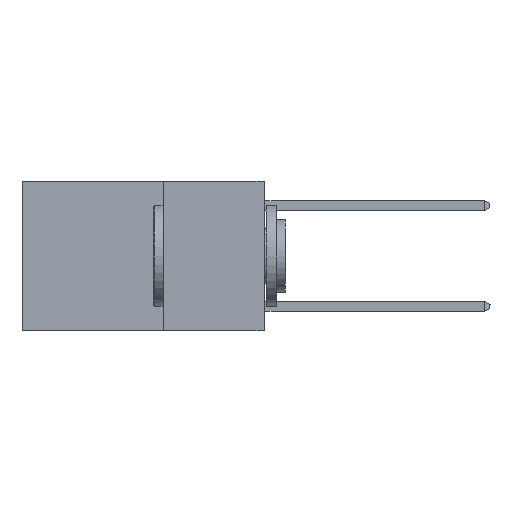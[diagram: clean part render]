
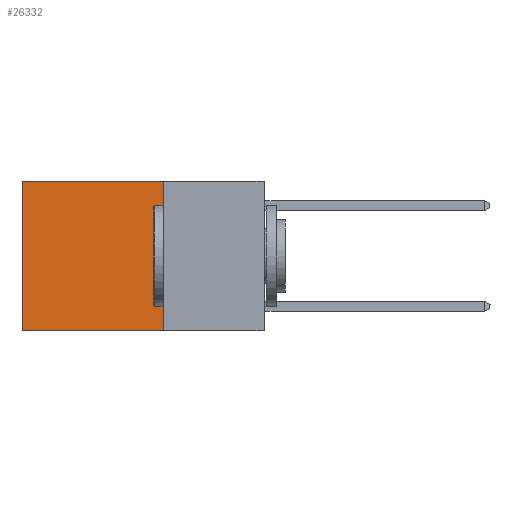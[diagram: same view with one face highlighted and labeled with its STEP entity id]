
A CAD part, left-side view. The second image highlights one B-rep face of the part: STEP entity #26332.
In plain terms, the highlighted planar face has unit normal (-1, 0, 0).
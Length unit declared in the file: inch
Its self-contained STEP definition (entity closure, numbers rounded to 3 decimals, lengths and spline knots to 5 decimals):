
#833 = CARTESIAN_POINT ( 'NONE',  ( 0.2625, 0.25, 0. ) ) ;
#937 = DIRECTION ( 'NONE',  ( 0., 0., -1. ) ) ;
#1625 = CARTESIAN_POINT ( 'NONE',  ( 0.2625, 0.6, -0.37 ) ) ;
#2175 = CARTESIAN_POINT ( 'NONE',  ( 0.2625, 0.25, 0. ) ) ;
#2758 = ORIENTED_EDGE ( 'NONE', *, *, #11268, .T. ) ;
#2983 = VERTEX_POINT ( 'NONE', #15212 ) ;
#3092 = VECTOR ( 'NONE', #4305, 39.37008 ) ;
#4305 = DIRECTION ( 'NONE',  ( 0., 1., 0. ) ) ;
#5420 = FACE_OUTER_BOUND ( 'NONE', #5759, .T. ) ;
#5488 = PLANE ( 'NONE',  #7069 ) ;
#5759 = EDGE_LOOP ( 'NONE', ( #12116, #6539, #17439, #2758 ) ) ;
#5870 = VERTEX_POINT ( 'NONE', #11568 ) ;
#6403 = DIRECTION ( 'NONE',  ( 0., 1., 0. ) ) ;
#6539 = ORIENTED_EDGE ( 'NONE', *, *, #18408, .F. ) ;
#7069 = AXIS2_PLACEMENT_3D ( 'NONE', #21941, #26251, #8248 ) ;
#8248 = DIRECTION ( 'NONE',  ( 0., 0., -1. ) ) ;
#10248 = VERTEX_POINT ( 'NONE', #1625 ) ;
#11268 = EDGE_CURVE ( 'NONE', #5870, #2983, #21379, .T. ) ;
#11568 = CARTESIAN_POINT ( 'NONE',  ( 0.2625, 0.25, 0. ) ) ;
#12116 = ORIENTED_EDGE ( 'NONE', *, *, #16928, .T. ) ;
#13591 = VERTEX_POINT ( 'NONE', #22061 ) ;
#14767 = LINE ( 'NONE', #23122, #28325 ) ;
#15212 = CARTESIAN_POINT ( 'NONE',  ( 0.2625, 0.6, 0. ) ) ;
#15747 = CARTESIAN_POINT ( 'NONE',  ( 0.2625, 0.25, -0.37 ) ) ;
#16928 = EDGE_CURVE ( 'NONE', #2983, #10248, #14767, .T. ) ;
#17049 = EDGE_CURVE ( 'NONE', #5870, #13591, #24655, .T. ) ;
#17439 = ORIENTED_EDGE ( 'NONE', *, *, #17049, .F. ) ;
#18408 = EDGE_CURVE ( 'NONE', #13591, #10248, #25311, .T. ) ;
#21379 = LINE ( 'NONE', #2175, #3092 ) ;
#21941 = CARTESIAN_POINT ( 'NONE',  ( 0.2625, 0.25, 0. ) ) ;
#22061 = CARTESIAN_POINT ( 'NONE',  ( 0.2625, 0.25, -0.37 ) ) ;
#23122 = CARTESIAN_POINT ( 'NONE',  ( 0.2625, 0.6, 0. ) ) ;
#24655 = LINE ( 'NONE', #833, #26820 ) ;
#25311 = LINE ( 'NONE', #15747, #29227 ) ;
#25332 = DIRECTION ( 'NONE',  ( 0., 0., -1. ) ) ;
#26251 = DIRECTION ( 'NONE',  ( 1., 0., 0. ) ) ;
#26332 = ADVANCED_FACE ( 'NONE', ( #5420 ), #5488, .F. ) ;
#26820 = VECTOR ( 'NONE', #937, 39.37008 ) ;
#28325 = VECTOR ( 'NONE', #25332, 39.37008 ) ;
#29227 = VECTOR ( 'NONE', #6403, 39.37008 ) ;
